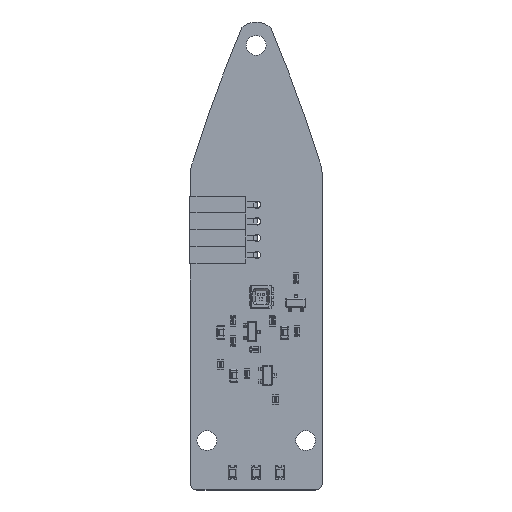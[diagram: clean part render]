
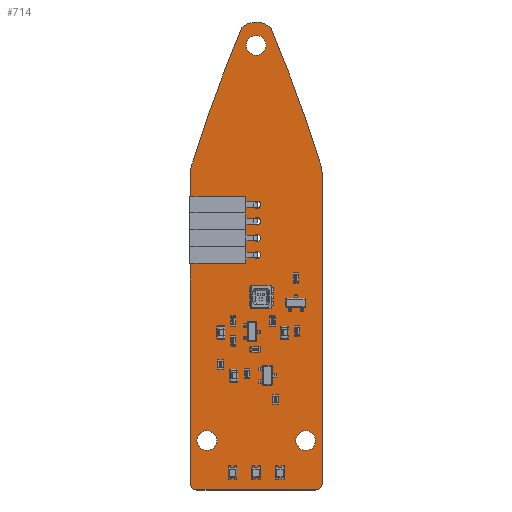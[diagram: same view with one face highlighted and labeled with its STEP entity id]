
A CAD part, top view. The second image highlights one B-rep face of the part: STEP entity #714.
In plain terms, the highlighted planar face has unit normal (0, 0, 1).
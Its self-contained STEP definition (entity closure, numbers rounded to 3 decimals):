
#127 = VERTEX_POINT('',#128);
#128 = CARTESIAN_POINT('',(1.,0.,0.));
#134 = EDGE_CURVE('',#127,#135,#137,.T.);
#135 = VERTEX_POINT('',#136);
#136 = CARTESIAN_POINT('',(0.,1.,0.));
#137 = CIRCLE('',#138,1.);
#138 = AXIS2_PLACEMENT_3D('',#139,#140,#141);
#139 = CARTESIAN_POINT('',(1.,1.,0.));
#140 = DIRECTION('',(0.,0.,-1.));
#141 = DIRECTION('',(0.,-1.,0.));
#167 = EDGE_CURVE('',#135,#168,#170,.T.);
#168 = VERTEX_POINT('',#169);
#169 = CARTESIAN_POINT('',(0.,48.,0.));
#170 = LINE('',#171,#172);
#171 = CARTESIAN_POINT('',(0.,1.,0.));
#172 = VECTOR('',#173,1.);
#173 = DIRECTION('',(0.,1.,0.));
#198 = EDGE_CURVE('',#168,#199,#201,.T.);
#199 = VERTEX_POINT('',#200);
#200 = CARTESIAN_POINT('',(0.369,49.835,0.));
#201 = CIRCLE('',#202,5.58);
#202 = AXIS2_PLACEMENT_3D('',#203,#204,#205);
#203 = CARTESIAN_POINT('',(5.578,47.833,0.));
#204 = DIRECTION('',(0.,0.,-1.));
#205 = DIRECTION('',(-1.,0.03,0.));
#231 = EDGE_CURVE('',#199,#232,#234,.T.);
#232 = VERTEX_POINT('',#233);
#233 = CARTESIAN_POINT('',(7.816,70.149,0.));
#234 = CIRCLE('',#235,223.115);
#235 = AXIS2_PLACEMENT_3D('',#236,#237,#238);
#236 = CARTESIAN_POINT('',(213.329,-16.713,0.));
#237 = DIRECTION('',(0.,0.,-1.));
#238 = DIRECTION('',(-0.954,0.298,0.));
#264 = EDGE_CURVE('',#232,#265,#267,.T.);
#265 = VERTEX_POINT('',#266);
#266 = CARTESIAN_POINT('',(12.184,70.149,0.));
#267 = CIRCLE('',#268,3.09);
#268 = AXIS2_PLACEMENT_3D('',#269,#270,#271);
#269 = CARTESIAN_POINT('',(10.,67.963,0.));
#270 = DIRECTION('',(0.,0.,-1.));
#271 = DIRECTION('',(-0.707,0.707,0.));
#297 = EDGE_CURVE('',#265,#298,#300,.T.);
#298 = VERTEX_POINT('',#299);
#299 = CARTESIAN_POINT('',(19.631,49.835,0.));
#300 = CIRCLE('',#301,223.116);
#301 = AXIS2_PLACEMENT_3D('',#302,#303,#304);
#302 = CARTESIAN_POINT('',(-193.329,-16.713,0.));
#303 = DIRECTION('',(0.,0.,-1.));
#304 = DIRECTION('',(0.921,0.389,0.));
#330 = EDGE_CURVE('',#298,#331,#333,.T.);
#331 = VERTEX_POINT('',#332);
#332 = CARTESIAN_POINT('',(20.,48.,0.));
#333 = CIRCLE('',#334,5.58);
#334 = AXIS2_PLACEMENT_3D('',#335,#336,#337);
#335 = CARTESIAN_POINT('',(14.422,47.833,0.));
#336 = DIRECTION('',(0.,0.,-1.));
#337 = DIRECTION('',(0.933,0.359,0.));
#363 = EDGE_CURVE('',#331,#364,#366,.T.);
#364 = VERTEX_POINT('',#365);
#365 = CARTESIAN_POINT('',(20.,1.,0.));
#366 = LINE('',#367,#368);
#367 = CARTESIAN_POINT('',(20.,48.,0.));
#368 = VECTOR('',#369,1.);
#369 = DIRECTION('',(0.,-1.,0.));
#394 = EDGE_CURVE('',#364,#395,#397,.T.);
#395 = VERTEX_POINT('',#396);
#396 = CARTESIAN_POINT('',(19.,0.,0.));
#397 = CIRCLE('',#398,1.);
#398 = AXIS2_PLACEMENT_3D('',#399,#400,#401);
#399 = CARTESIAN_POINT('',(19.,1.,0.));
#400 = DIRECTION('',(0.,0.,-1.));
#401 = DIRECTION('',(1.,0.,0.));
#427 = EDGE_CURVE('',#395,#127,#428,.T.);
#428 = LINE('',#429,#430);
#429 = CARTESIAN_POINT('',(19.,0.,0.));
#430 = VECTOR('',#431,1.);
#431 = DIRECTION('',(-1.,0.,0.));
#451 = VERTEX_POINT('',#452);
#452 = CARTESIAN_POINT('',(4.,7.5,0.));
#458 = EDGE_CURVE('',#451,#451,#459,.T.);
#459 = CIRCLE('',#460,1.5);
#460 = AXIS2_PLACEMENT_3D('',#461,#462,#463);
#461 = CARTESIAN_POINT('',(2.5,7.5,0.));
#462 = DIRECTION('',(0.,0.,1.));
#463 = DIRECTION('',(1.,0.,0.));
#484 = VERTEX_POINT('',#485);
#485 = CARTESIAN_POINT('',(10.675,35.695,0.));
#491 = EDGE_CURVE('',#484,#484,#492,.T.);
#492 = CIRCLE('',#493,0.55);
#493 = AXIS2_PLACEMENT_3D('',#494,#495,#496);
#494 = CARTESIAN_POINT('',(10.125,35.695,0.));
#495 = DIRECTION('',(0.,0.,1.));
#496 = DIRECTION('',(1.,0.,0.));
#517 = VERTEX_POINT('',#518);
#518 = CARTESIAN_POINT('',(11.5,67.5,0.));
#524 = EDGE_CURVE('',#517,#517,#525,.T.);
#525 = CIRCLE('',#526,1.5);
#526 = AXIS2_PLACEMENT_3D('',#527,#528,#529);
#527 = CARTESIAN_POINT('',(10.,67.5,0.));
#528 = DIRECTION('',(0.,0.,1.));
#529 = DIRECTION('',(1.,0.,0.));
#550 = VERTEX_POINT('',#551);
#551 = CARTESIAN_POINT('',(10.675,38.235,0.));
#557 = EDGE_CURVE('',#550,#550,#558,.T.);
#558 = CIRCLE('',#559,0.55);
#559 = AXIS2_PLACEMENT_3D('',#560,#561,#562);
#560 = CARTESIAN_POINT('',(10.125,38.235,0.));
#561 = DIRECTION('',(0.,0.,1.));
#562 = DIRECTION('',(1.,0.,0.));
#583 = VERTEX_POINT('',#584);
#584 = CARTESIAN_POINT('',(19.,7.5,0.));
#590 = EDGE_CURVE('',#583,#583,#591,.T.);
#591 = CIRCLE('',#592,1.5);
#592 = AXIS2_PLACEMENT_3D('',#593,#594,#595);
#593 = CARTESIAN_POINT('',(17.5,7.5,0.));
#594 = DIRECTION('',(0.,0.,1.));
#595 = DIRECTION('',(1.,0.,0.));
#616 = VERTEX_POINT('',#617);
#617 = CARTESIAN_POINT('',(10.675,43.315,0.));
#623 = EDGE_CURVE('',#616,#616,#624,.T.);
#624 = CIRCLE('',#625,0.55);
#625 = AXIS2_PLACEMENT_3D('',#626,#627,#628);
#626 = CARTESIAN_POINT('',(10.125,43.315,0.));
#627 = DIRECTION('',(0.,0.,1.));
#628 = DIRECTION('',(1.,0.,0.));
#649 = VERTEX_POINT('',#650);
#650 = CARTESIAN_POINT('',(10.675,40.775,0.));
#656 = EDGE_CURVE('',#649,#649,#657,.T.);
#657 = CIRCLE('',#658,0.55);
#658 = AXIS2_PLACEMENT_3D('',#659,#660,#661);
#659 = CARTESIAN_POINT('',(10.125,40.775,0.));
#660 = DIRECTION('',(0.,0.,1.));
#661 = DIRECTION('',(1.,0.,0.));
#714 = ADVANCED_FACE('',(#715,#727,#730,#733,#736,#739,#742,#745),#748,
  .T.);
#715 = FACE_BOUND('',#716,.F.);
#716 = EDGE_LOOP('',(#717,#718,#719,#720,#721,#722,#723,#724,#725,#726)
  );
#717 = ORIENTED_EDGE('',*,*,#134,.T.);
#718 = ORIENTED_EDGE('',*,*,#167,.T.);
#719 = ORIENTED_EDGE('',*,*,#198,.T.);
#720 = ORIENTED_EDGE('',*,*,#231,.T.);
#721 = ORIENTED_EDGE('',*,*,#264,.T.);
#722 = ORIENTED_EDGE('',*,*,#297,.T.);
#723 = ORIENTED_EDGE('',*,*,#330,.T.);
#724 = ORIENTED_EDGE('',*,*,#363,.T.);
#725 = ORIENTED_EDGE('',*,*,#394,.T.);
#726 = ORIENTED_EDGE('',*,*,#427,.T.);
#727 = FACE_BOUND('',#728,.T.);
#728 = EDGE_LOOP('',(#729));
#729 = ORIENTED_EDGE('',*,*,#458,.F.);
#730 = FACE_BOUND('',#731,.T.);
#731 = EDGE_LOOP('',(#732));
#732 = ORIENTED_EDGE('',*,*,#491,.F.);
#733 = FACE_BOUND('',#734,.T.);
#734 = EDGE_LOOP('',(#735));
#735 = ORIENTED_EDGE('',*,*,#524,.F.);
#736 = FACE_BOUND('',#737,.T.);
#737 = EDGE_LOOP('',(#738));
#738 = ORIENTED_EDGE('',*,*,#557,.F.);
#739 = FACE_BOUND('',#740,.T.);
#740 = EDGE_LOOP('',(#741));
#741 = ORIENTED_EDGE('',*,*,#590,.F.);
#742 = FACE_BOUND('',#743,.T.);
#743 = EDGE_LOOP('',(#744));
#744 = ORIENTED_EDGE('',*,*,#623,.F.);
#745 = FACE_BOUND('',#746,.T.);
#746 = EDGE_LOOP('',(#747));
#747 = ORIENTED_EDGE('',*,*,#656,.F.);
#748 = PLANE('',#749);
#749 = AXIS2_PLACEMENT_3D('',#750,#751,#752);
#750 = CARTESIAN_POINT('',(1.,0.,0.));
#751 = DIRECTION('',(0.,0.,1.));
#752 = DIRECTION('',(1.,0.,0.));
